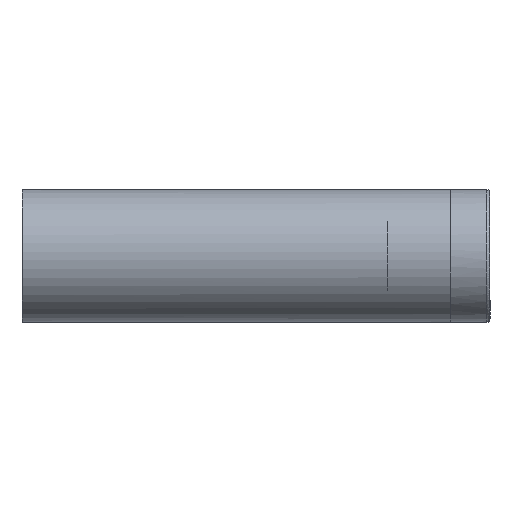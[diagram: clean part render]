
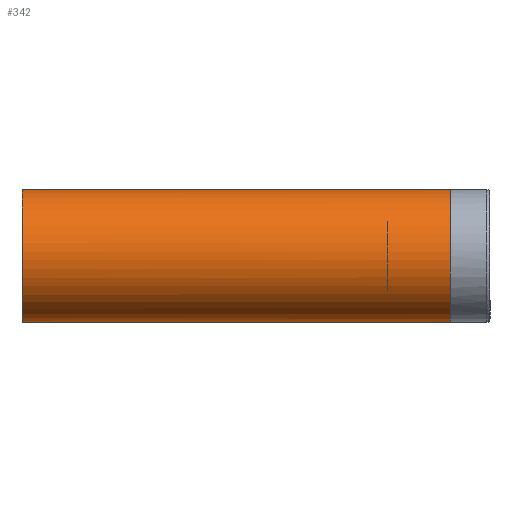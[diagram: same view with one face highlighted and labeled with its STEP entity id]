
A CAD part, left-side view. The second image highlights one B-rep face of the part: STEP entity #342.
In plain terms, the highlighted cylindrical face has radius 10 mm (diameter 20 mm), a partial arc.
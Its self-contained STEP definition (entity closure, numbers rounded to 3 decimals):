
#342=ADVANCED_FACE('',(#616),#4500,.T.);
#616=FACE_OUTER_BOUND('',#900,.T.);
#900=EDGE_LOOP('',(#1436,#1437,#1438,#1439));
#1436=ORIENTED_EDGE('',*,*,#2647,.T.);
#1437=ORIENTED_EDGE('',*,*,#2646,.F.);
#1438=ORIENTED_EDGE('',*,*,#2648,.T.);
#1439=ORIENTED_EDGE('',*,*,#2645,.F.);
#2645=EDGE_CURVE('',#3976,#3982,#3464,.T.);
#2646=EDGE_CURVE('',#3983,#3977,#3465,.T.);
#2647=EDGE_CURVE('',#3976,#3977,#3285,.T.);
#2648=EDGE_CURVE('',#3983,#3982,#3286,.T.);
#3285=(
BOUNDED_CURVE()
B_SPLINE_CURVE(2,(#6443,#6444,#6445,#6446,#6447),.UNSPECIFIED.,.F.,.F.)
B_SPLINE_CURVE_WITH_KNOTS((3,2,3),(-31.416,-15.708,0.),
 .UNSPECIFIED.)
CURVE()
GEOMETRIC_REPRESENTATION_ITEM()
RATIONAL_B_SPLINE_CURVE((1.,0.707,1.,0.707,1.))
REPRESENTATION_ITEM('')
);
#3286=(
BOUNDED_CURVE()
B_SPLINE_CURVE(2,(#6448,#6449,#6450,#6451,#6452),.UNSPECIFIED.,.F.,.F.)
B_SPLINE_CURVE_WITH_KNOTS((3,2,3),(-31.416,-15.708,0.),
 .UNSPECIFIED.)
CURVE()
GEOMETRIC_REPRESENTATION_ITEM()
RATIONAL_B_SPLINE_CURVE((1.,0.707,1.,0.707,1.))
REPRESENTATION_ITEM('')
);
#3464=B_SPLINE_CURVE_WITH_KNOTS('',1,(#6439,#6440),.UNSPECIFIED.,.F.,.F.,
(2,2),(-64.5,0.),.UNSPECIFIED.);
#3465=B_SPLINE_CURVE_WITH_KNOTS('',1,(#6441,#6442),.UNSPECIFIED.,.F.,.F.,
(2,2),(-64.5,0.),.UNSPECIFIED.);
#3976=VERTEX_POINT('',#6373);
#3977=VERTEX_POINT('',#6374);
#3982=VERTEX_POINT('',#6379);
#3983=VERTEX_POINT('',#6380);
#4500=CYLINDRICAL_SURFACE('',#4928,10.);
#4928=AXIS2_PLACEMENT_3D('',#6307,#5196,$);
#5196=DIRECTION('',(0.,0.,1.));
#6307=CARTESIAN_POINT('',(0.,-11.,0.));
#6373=CARTESIAN_POINT('',(-10.,-11.,-32.25));
#6374=CARTESIAN_POINT('',(10.,-11.,-32.25));
#6379=CARTESIAN_POINT('',(-10.,-11.,32.25));
#6380=CARTESIAN_POINT('',(10.,-11.,32.25));
#6439=CARTESIAN_POINT('',(-10.,-11.,-32.25));
#6440=CARTESIAN_POINT('',(-10.,-11.,32.25));
#6441=CARTESIAN_POINT('',(10.,-11.,32.25));
#6442=CARTESIAN_POINT('',(10.,-11.,-32.25));
#6443=CARTESIAN_POINT('',(-10.,-11.,-32.25));
#6444=CARTESIAN_POINT('',(-10.,-21.,-32.25));
#6445=CARTESIAN_POINT('',(0.,-21.,-32.25));
#6446=CARTESIAN_POINT('',(10.,-21.,-32.25));
#6447=CARTESIAN_POINT('',(10.,-11.,-32.25));
#6448=CARTESIAN_POINT('',(10.,-11.,32.25));
#6449=CARTESIAN_POINT('',(10.,-21.,32.25));
#6450=CARTESIAN_POINT('',(0.,-21.,32.25));
#6451=CARTESIAN_POINT('',(-10.,-21.,32.25));
#6452=CARTESIAN_POINT('',(-10.,-11.,32.25));
